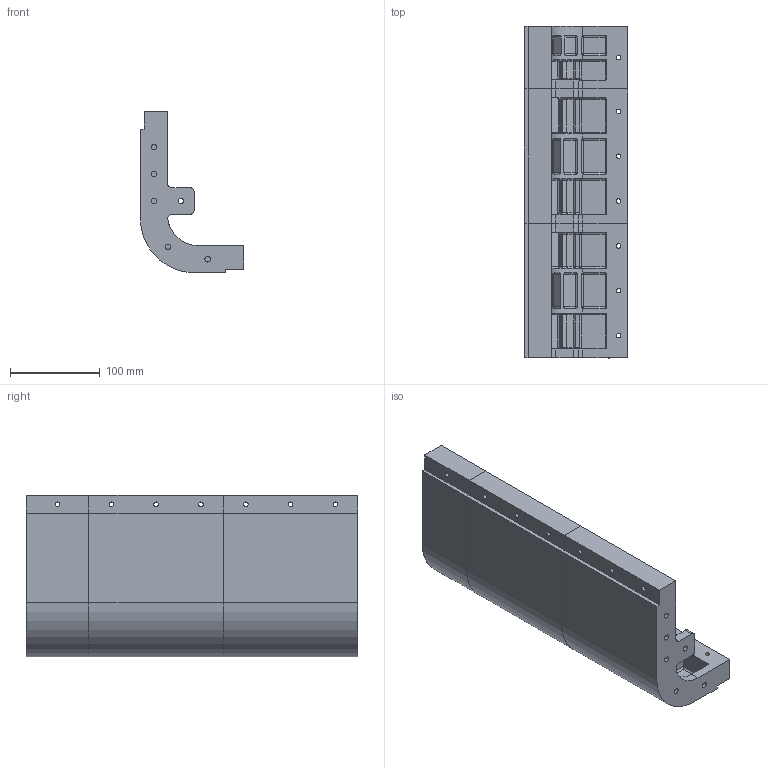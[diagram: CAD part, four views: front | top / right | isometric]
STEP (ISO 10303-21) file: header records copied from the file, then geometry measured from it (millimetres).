
FILE_DESCRIPTION(/* description */ (''),/* implementation_level */ '2;1');
FILE_NAME(/* name */ '',/* time_stamp */ '2025-10-07T21:16:18+03:00',/* author */ ('I9232'),/* organization */ (''),/* preprocessor_version */ 'ST-DEVELOPER v19.2',/* originating_system */ 'Autodesk Inventor 2023',/* authorisation */ '');
FILE_SCHEMA (('AUTOMOTIVE_DESIGN { 1 0 10303 214 3 1 1 }'));
Length unit declared in the file: millimetre
Products named in the file (3): Задний_столб; Столб_версия_
2.0; Верхняя часть 
столба зада
Assembly tree (3 placements, depth 2):
  Задний_столб
    Столб_версия_
2.0  x2
    Верхняя часть 
столба зада
Bounding box: 115 x 370 x 180 mm (x, y, z)
Volume: 1422673 mm3; surface area: 407317.5 mm2
Topology: 3 solids, 3 shells, 1011 faces, 2335 edges, 1369 vertices
Faces by surface type: cylinder 523, plane 282, sphere 161, torus 41, cone 4
Full cylindrical faces by diameter (mm): 5.1 x14, 6.1 x5, 6.2 x25
Entity records: 18505 total; most frequent: DIRECTION 3361, CARTESIAN_POINT 3225, ORIENTED_EDGE 2934, EDGE_CURVE 1467, AXIS2_PLACEMENT_3D 1272, VERTEX_POINT 839, LINE 817, VECTOR 817
